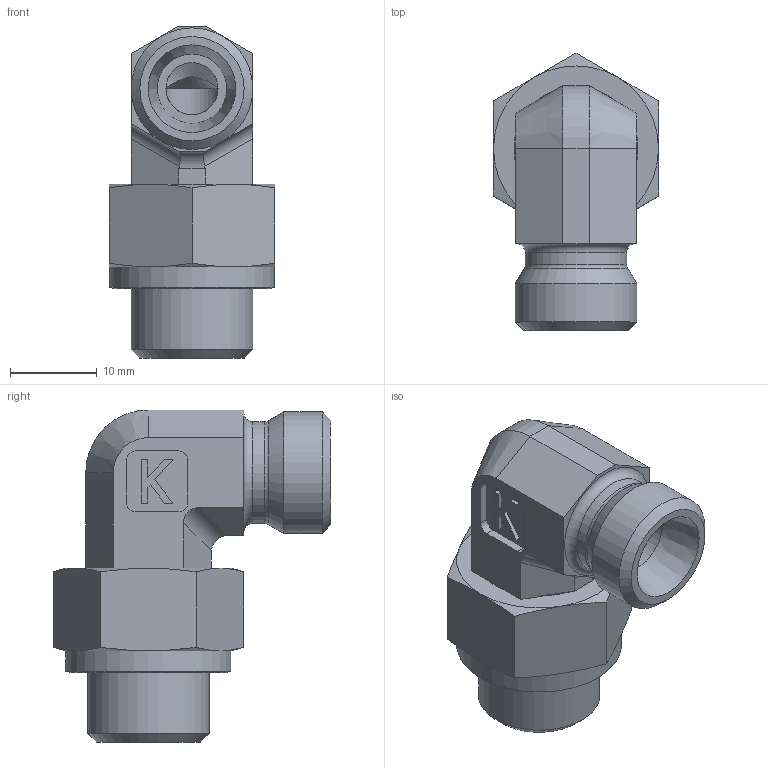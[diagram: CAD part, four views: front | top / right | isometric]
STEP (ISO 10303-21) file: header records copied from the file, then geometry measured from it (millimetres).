
FILE_DESCRIPTION((''),'2;1');
FILE_NAME('671511414.stp','2015-02-06T14:03:53',(''),('KNOMI spol. s r. o.'),'Autodesk Inventor 2012','Autodesk Inventor 2012','');
FILE_SCHEMA(('AUTOMOTIVE_DESIGN { 1 2 10303 214 0 1 1 1 }'));
Length unit declared in the file: millimetre
Products named in the file (3): ÚPS M14/M14 B; 6785081414; 6755114
Assembly tree (2 placements, depth 2):
  ÚPS M14/M14 B
    6785081414
    6755114
Bounding box: 19 x 31.97 x 38.22 mm (x, y, z)
Volume: 8089.1 mm3; surface area: 5221.9 mm2
Topology: 2 solids, 2 shells, 95 faces, 230 edges, 142 vertices
Faces by surface type: plane 49, cone 26, cylinder 18, torus 2
Full cylindrical faces by diameter (mm): 6 x1, 6.5 x1, 8 x1, 11.7 x1, 12.376 x1, 13.999 x1, 14 x3, 19 x1
Entity records: 2733 total; most frequent: CARTESIAN_POINT 528, DIRECTION 436, ORIENTED_EDGE 400, EDGE_CURVE 200, AXIS2_PLACEMENT_3D 164, VERTEX_POINT 134, EDGE_LOOP 124, VECTOR 108
